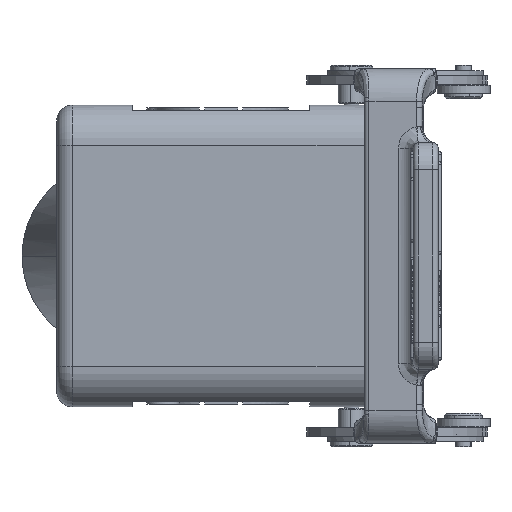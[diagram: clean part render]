
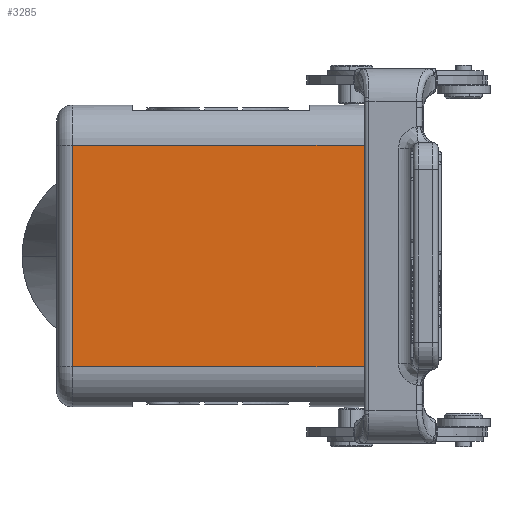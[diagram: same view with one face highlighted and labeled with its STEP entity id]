
A CAD part, left-side view. The second image highlights one B-rep face of the part: STEP entity #3285.
In plain terms, the highlighted planar face has unit normal (-1, 0, 0).
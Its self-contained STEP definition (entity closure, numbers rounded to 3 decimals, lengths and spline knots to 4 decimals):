
#1791=FACE_OUTER_BOUND('',#5975,.T.);
#3285=ADVANCED_FACE('',(#1791),#4778,.F.);
#4778=PLANE('',#28918);
#5975=EDGE_LOOP('',(#9731,#9732,#9733,#9734));
#9731=ORIENTED_EDGE('',*,*,#20699,.F.);
#9732=ORIENTED_EDGE('',*,*,#20785,.F.);
#9733=ORIENTED_EDGE('',*,*,#20396,.F.);
#9734=ORIENTED_EDGE('',*,*,#20386,.F.);
#17538=VERTEX_POINT('',#38154);
#17543=VERTEX_POINT('',#38168);
#17555=VERTEX_POINT('',#38196);
#17799=VERTEX_POINT('',#39439);
#20386=EDGE_CURVE('',#17538,#17543,#24578,.T.);
#20396=EDGE_CURVE('',#17543,#17555,#24584,.T.);
#20699=EDGE_CURVE('',#17799,#17538,#24711,.T.);
#20785=EDGE_CURVE('',#17555,#17799,#24778,.T.);
#24578=LINE('',#38176,#26605);
#24584=LINE('',#38195,#26611);
#24711=LINE('',#39440,#26738);
#24778=LINE('',#39877,#26805);
#26605=VECTOR('',#31012,1.);
#26611=VECTOR('',#31028,1.);
#26738=VECTOR('',#31555,1.);
#26805=VECTOR('',#31724,1.);
#28918=AXIS2_PLACEMENT_3D('',#39878,#31725,#31726);
#31012=DIRECTION('',(0.,-1.,0.));
#31028=DIRECTION('',(0.,0.,-1.));
#31555=DIRECTION('',(0.,0.,1.));
#31724=DIRECTION('',(0.,1.,0.));
#31725=DIRECTION('',(1.,0.,0.));
#31726=DIRECTION('',(0.,1.,0.));
#38154=CARTESIAN_POINT('',(-1.6142,1.8268,0.8071));
#38168=CARTESIAN_POINT('',(-1.6142,-0.4173,0.8071));
#38176=CARTESIAN_POINT('',(-1.6142,1.8268,0.8071));
#38195=CARTESIAN_POINT('',(-1.6142,-0.4173,0.8071));
#38196=CARTESIAN_POINT('',(-1.6142,-0.4173,-0.8071));
#39439=CARTESIAN_POINT('',(-1.6142,1.8268,-0.8071));
#39440=CARTESIAN_POINT('',(-1.6142,1.8268,-0.8071));
#39877=CARTESIAN_POINT('',(-1.6142,-0.4173,-0.8071));
#39878=CARTESIAN_POINT('',(-1.6142,0.7047,0.));
